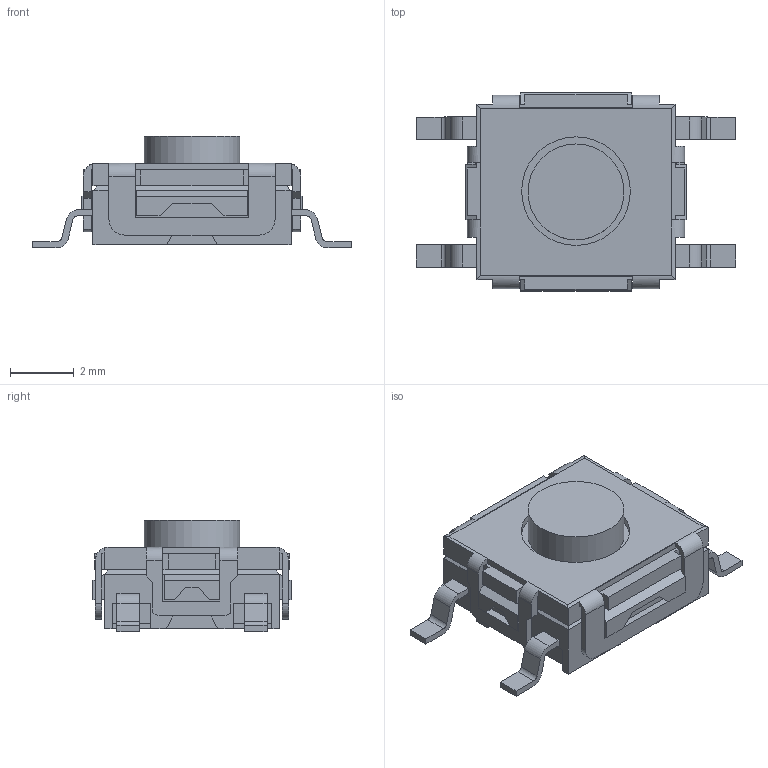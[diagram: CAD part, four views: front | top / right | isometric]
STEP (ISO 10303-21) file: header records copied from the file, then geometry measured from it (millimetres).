
FILE_DESCRIPTION((' '),'2;1');
FILE_NAME('TL6700AFxxxQG.stp','2017-07-19T14:56:26',(' '),(' '),' ','ACIS',' ');
FILE_SCHEMA(('CONFIG_CONTROL_DESIGN'));
Length unit declared in the file: inch
Products named in the file (1): TL6700AFxxxQG.stp
Bounding box: 10 x 6.2 x 3.5 mm (x, y, z)
Volume: 83.4 mm3; surface area: 311.2 mm2
Topology: 1 solids, 6 shells, 359 faces, 1004 edges, 660 vertices
Faces by surface type: plane 299, cylinder 58, cone 2
Full cylindrical faces by diameter (mm): 0.8 x1, 1.5 x1, 3 x1, 3.4 x1
Entity records: 11483 total; most frequent: CARTESIAN_POINT 2038, ORIENTED_EDGE 1994, DIRECTION 1840, EDGE_CURVE 997, VECTOR 866, LINE 866, VERTEX_POINT 659, AXIS2_PLACEMENT_3D 487
